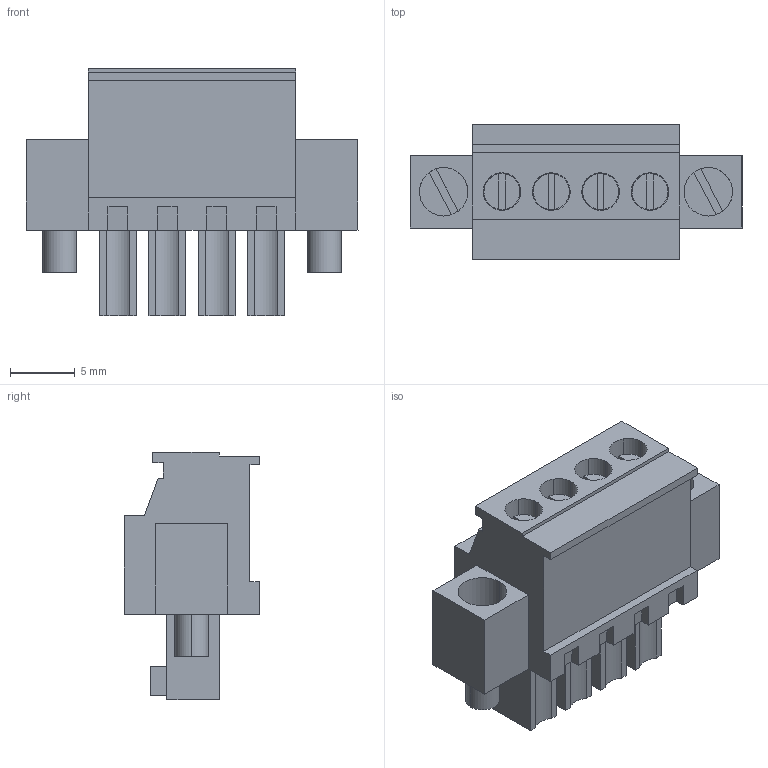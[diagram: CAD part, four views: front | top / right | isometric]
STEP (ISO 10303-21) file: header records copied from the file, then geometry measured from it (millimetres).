
FILE_DESCRIPTION(('CATIA V5 STEP Exchange','CAx-IF Rec.Pracs.--- Model Styling and Organization---1.2---2011-12-15'),'2;1');
FILE_NAME ('D1456447_0_1798790000_1798790000.stp','2017-04-11T09:56:13+00:00',('none'),('Weidmueller'),'CATIA Version 5-6 Release 2014','CATIA V5 STEP AP214','none');
FILE_SCHEMA(('AUTOMOTIVE_DESIGN { 1 0 10303 214 1 1 1 1 }'));
Length unit declared in the file: millimetre
Products named in the file (1): 1798790000
Bounding box: 25.63 x 10.45 x 19.1 mm (x, y, z)
Volume: 2257.9 mm3; surface area: 2228.2 mm2
Topology: 7 solids, 7 shells, 224 faces, 558 edges, 374 vertices
Faces by surface type: plane 172, cylinder 52
Entity records: 6472 total; most frequent: CARTESIAN_POINT 1283, ORIENTED_EDGE 1116, DIRECTION 899, EDGE_CURVE 558, VECTOR 430, LINE 430, VERTEX_POINT 374, AXIS2_PLACEMENT_3D 286
